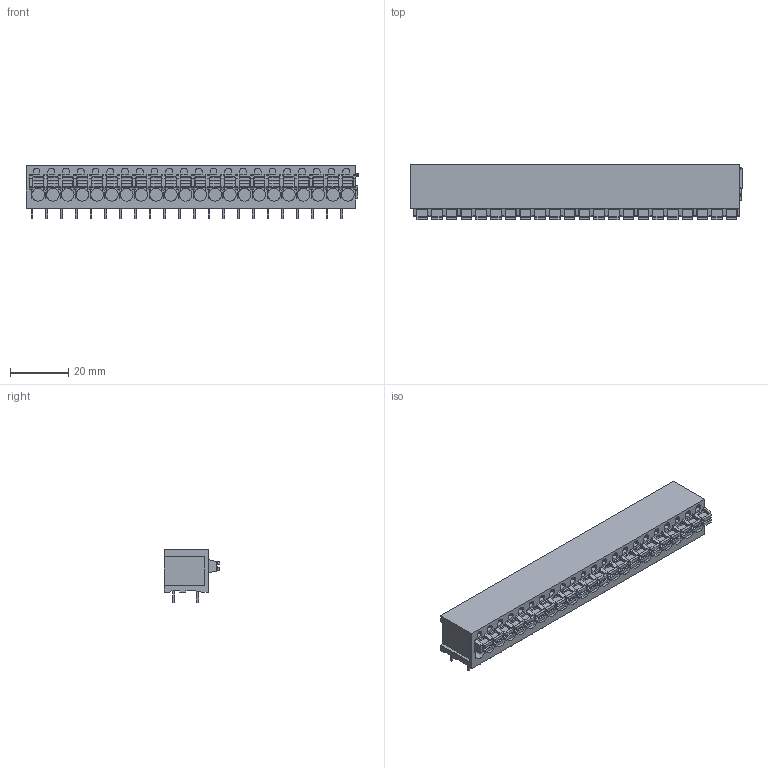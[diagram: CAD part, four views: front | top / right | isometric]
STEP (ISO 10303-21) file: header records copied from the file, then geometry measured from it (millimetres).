
FILE_DESCRIPTION(('CATIA V5 STEP Exchange','CAx-IF Rec.Pracs.--- Model Styling and Organization---1.2---2011-12-15'),'2;1');
FILE_NAME ('D1451117_0_1330930000_1330930000.stp','2018-09-07T10:44:58+00:00',('none'),('Weidmueller'),'CATIA Version 5-6 Release 2014','CATIA V5 STEP AP214','none');
FILE_SCHEMA(('AUTOMOTIVE_DESIGN { 1 0 10303 214 1 1 1 1 }'));
Length unit declared in the file: millimetre
Products named in the file (1): 1330930000
Bounding box: 114.41 x 19.2 x 18.3 mm (x, y, z)
Volume: 23761.8 mm3; surface area: 13729 mm2
Topology: 67 solids, 67 shells, 1470 faces, 3867 edges, 2578 vertices
Faces by surface type: plane 1143, cylinder 327
Entity records: 40761 total; most frequent: ORIENTED_EDGE 7734, CARTESIAN_POINT 7424, DIRECTION 5273, EDGE_CURVE 3867, VECTOR 3147, LINE 3147, VERTEX_POINT 2578, EDGE_LOOP 1517
